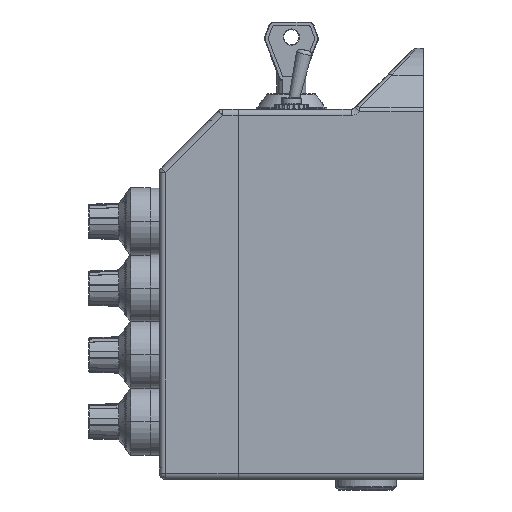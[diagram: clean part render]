
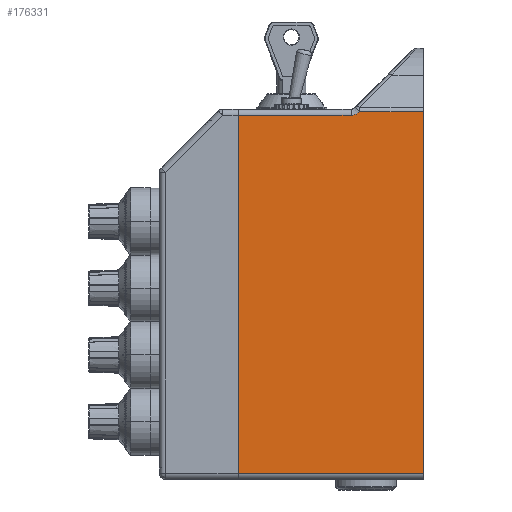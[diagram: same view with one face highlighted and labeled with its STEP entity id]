
A CAD part, left-side view. The second image highlights one B-rep face of the part: STEP entity #176331.
In plain terms, the highlighted planar face has unit normal (-1, 0, 0).
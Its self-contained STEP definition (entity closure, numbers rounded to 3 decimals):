
#66204 = DIRECTION ( 'NONE',  ( 0., 0., -1. ) ) ;
#66206 = VECTOR ( 'NONE', #66204, 1000. ) ;
#66207 = CARTESIAN_POINT ( 'NONE',  ( -262., 61., -61. ) ) ;
#66209 = LINE ( 'NONE', #66207, #66206 ) ;
#66504 = DIRECTION ( 'NONE',  ( 0., 0., 1. ) ) ;
#66506 = VECTOR ( 'NONE', #66504, 1000. ) ;
#66508 = CARTESIAN_POINT ( 'NONE',  ( -262., 0., -60.414 ) ) ;
#66510 = LINE ( 'NONE', #66508, #66506 ) ;
#69993 = DIRECTION ( 'NONE',  ( 0., 0., 1. ) ) ;
#69994 = DIRECTION ( 'NONE',  ( -1., 0., 0. ) ) ;
#69995 = CARTESIAN_POINT ( 'NONE',  ( -262., 0., -122. ) ) ;
#69996 = AXIS2_PLACEMENT_3D ( 'NONE', #69995, #69994, #69993 ) ;
#69997 = PLANE ( 'NONE',  #69996 ) ;
#69998 = FACE_OUTER_BOUND ( 'NONE', #176336, .T. ) ;
#84252 = VERTEX_POINT ( 'NONE', #215230 ) ;
#84782 = VERTEX_POINT ( 'NONE', #217057 ) ;
#84910 = EDGE_CURVE ( 'NONE', #84252, #84782, #217571, .T. ) ;
#85104 = EDGE_CURVE ( 'NONE', #84252, #85110, #218393, .T. ) ;
#85110 = VERTEX_POINT ( 'NONE', #216539 ) ;
#85326 = VERTEX_POINT ( 'NONE', #219156 ) ;
#85389 = VERTEX_POINT ( 'NONE', #219372 ) ;
#85513 = EDGE_CURVE ( 'NONE', #84782, #85389, #219765, .T. ) ;
#85588 = EDGE_CURVE ( 'NONE', #85589, #85326, #219995, .T. ) ;
#85589 = VERTEX_POINT ( 'NONE', #219987 ) ;
#174086 = EDGE_CURVE ( 'NONE', #85389, #85589, #66209, .T. ) ;
#174284 = EDGE_CURVE ( 'NONE', #85326, #85110, #66510, .T. ) ;
#176331 = ADVANCED_FACE ( 'NONE', ( #69998 ), #69997, .T. ) ;
#176336 = EDGE_LOOP ( 'NONE', ( #176340, #176707, #176709, #176711, #176719, #176672 ) ) ;
#176340 = ORIENTED_EDGE ( 'NONE', *, *, #85104, .F. ) ;
#176672 = ORIENTED_EDGE ( 'NONE', *, *, #174284, .T. ) ;
#176707 = ORIENTED_EDGE ( 'NONE', *, *, #84910, .T. ) ;
#176709 = ORIENTED_EDGE ( 'NONE', *, *, #85513, .T. ) ;
#176711 = ORIENTED_EDGE ( 'NONE', *, *, #174086, .T. ) ;
#176719 = ORIENTED_EDGE ( 'NONE', *, *, #85588, .T. ) ;
#215230 = CARTESIAN_POINT ( 'NONE',  ( -262., 21., -0.828 ) ) ;
#216539 = CARTESIAN_POINT ( 'NONE',  ( -262., 0., -0.828 ) ) ;
#217057 = CARTESIAN_POINT ( 'NONE',  ( -262., 23.828, -2. ) ) ;
#217553 = CARTESIAN_POINT ( 'NONE',  ( -262., 23.828, -2. ) ) ;
#217554 = CARTESIAN_POINT ( 'NONE',  ( -262., 23.575, -2. ) ) ;
#217557 = CARTESIAN_POINT ( 'NONE',  ( -262., 23.063, -1.952 ) ) ;
#217559 = CARTESIAN_POINT ( 'NONE',  ( -262., 22.303, -1.727 ) ) ;
#217560 = CARTESIAN_POINT ( 'NONE',  ( -262., 21.595, -1.35 ) ) ;
#217562 = CARTESIAN_POINT ( 'NONE',  ( -262., 21.187, -1.014 ) ) ;
#217563 = CARTESIAN_POINT ( 'NONE',  ( -262., 21., -0.828 ) ) ;
#217571 = B_SPLINE_CURVE_WITH_KNOTS ( 'NONE', 3,
 ( #217563, #217562, #217560, #217559, #217557, #217554, #217553 ),
 .UNSPECIFIED., .F., .F.,
 ( 4, 1, 1, 1, 4 ),
 ( 0., 0.001, 0.002, 0.002, 0.003 ),
 .UNSPECIFIED. ) ;
#218376 = DIRECTION ( 'NONE',  ( 0., -1., 0. ) ) ;
#218377 = VECTOR ( 'NONE', #218376, 1000. ) ;
#218391 = CARTESIAN_POINT ( 'NONE',  ( -262., 10.5, -0.828 ) ) ;
#218393 = LINE ( 'NONE', #218391, #218377 ) ;
#219156 = CARTESIAN_POINT ( 'NONE',  ( -262., 0., -120. ) ) ;
#219372 = CARTESIAN_POINT ( 'NONE',  ( -262., 61., -2. ) ) ;
#219762 = DIRECTION ( 'NONE',  ( 0., 1., 0. ) ) ;
#219763 = VECTOR ( 'NONE', #219762, 1000. ) ;
#219764 = CARTESIAN_POINT ( 'NONE',  ( -262., 42.414, -2. ) ) ;
#219765 = LINE ( 'NONE', #219764, #219763 ) ;
#219987 = CARTESIAN_POINT ( 'NONE',  ( -262., 61., -120. ) ) ;
#219990 = DIRECTION ( 'NONE',  ( 0., -1., 0. ) ) ;
#219991 = VECTOR ( 'NONE', #219990, 1000. ) ;
#219993 = CARTESIAN_POINT ( 'NONE',  ( -262., 30.5, -120. ) ) ;
#219995 = LINE ( 'NONE', #219993, #219991 ) ;
